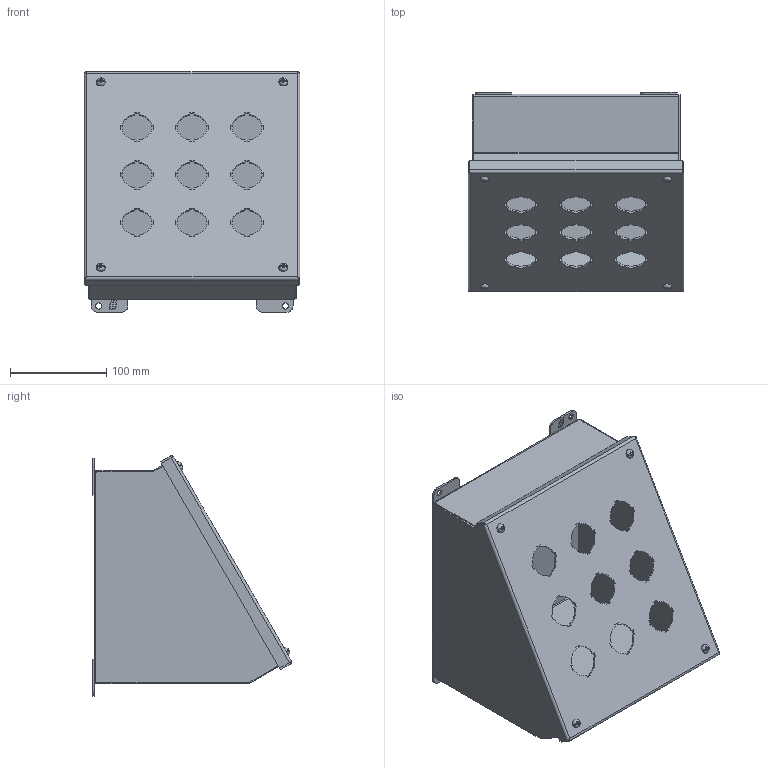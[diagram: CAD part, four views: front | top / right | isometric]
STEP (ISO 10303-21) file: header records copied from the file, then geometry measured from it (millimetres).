
FILE_DESCRIPTION (( 'STEP AP203' ), '1' );
FILE_NAME ('1490H9_Default.step', '2019-11-12T20:30:04', ( '' ), ( '' ), 'SwSTEP 2.0', 'SolidWorks 2019', '' );
FILE_SCHEMA (( 'CONFIG_CONTROL_DESIGN' ));
Length unit declared in the file: inch
Products named in the file (1): 1490H9_Default
Bounding box: 223.82 x 206.58 x 249.36 mm (x, y, z)
Volume: 504224.8 mm3; surface area: 533849.6 mm2
Topology: 25 solids, 25 shells, 855 faces, 2264 edges, 1487 vertices
Faces by surface type: plane 607, cylinder 208, cone 24, torus 8, bspline 8
Entity records: 26926 total; most frequent: CARTESIAN_POINT 5348, ORIENTED_EDGE 4524, DIRECTION 4351, EDGE_CURVE 2262, VECTOR 1667, LINE 1667, VERTEX_POINT 1487, AXIS2_PLACEMENT_3D 1342
